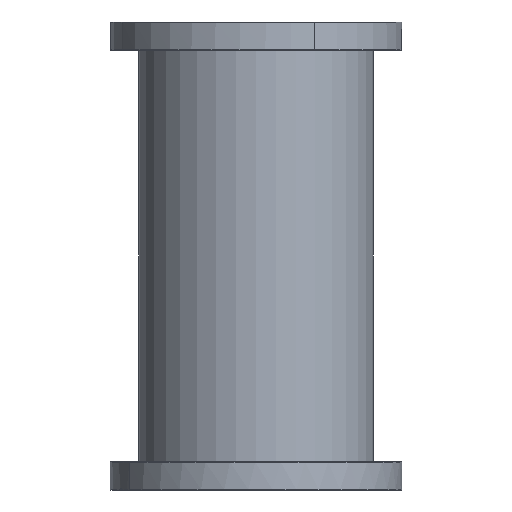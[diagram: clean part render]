
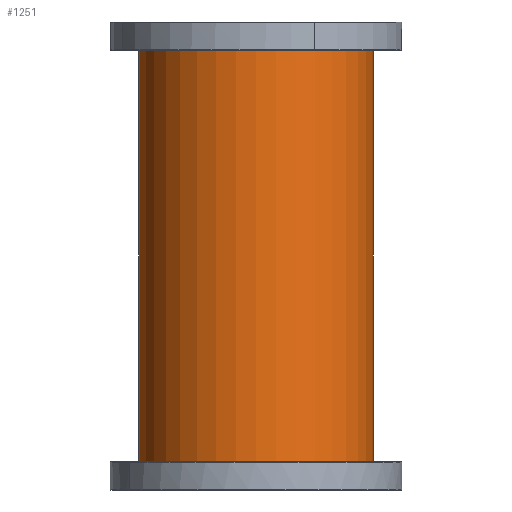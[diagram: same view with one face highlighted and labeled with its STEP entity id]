
A CAD part, front view. The second image highlights one B-rep face of the part: STEP entity #1251.
In plain terms, the highlighted cylindrical face has radius 102 mm (diameter 204 mm), a partial arc.
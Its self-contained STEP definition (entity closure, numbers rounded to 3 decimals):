
#230 = ORIENTED_EDGE ( 'NONE', *, *, #336, .T. ) ;
#290 = CARTESIAN_POINT ( 'NONE',  ( 102., 0., 381. ) ) ;
#336 = EDGE_CURVE ( 'NONE', #3819, #1595, #3309, .T. ) ;
#431 = CARTESIAN_POINT ( 'NONE',  ( -102., 0., 381. ) ) ;
#541 = DIRECTION ( 'NONE',  ( 0., 0., 1. ) ) ;
#573 = VECTOR ( 'NONE', #6069, 1000. ) ;
#639 = CARTESIAN_POINT ( 'NONE',  ( 102., 0., 381. ) ) ;
#672 = DIRECTION ( 'NONE',  ( -1., 0., 0. ) ) ;
#697 = CARTESIAN_POINT ( 'NONE',  ( 0., 0., 0. ) ) ;
#1251 = ADVANCED_FACE ( 'NONE', ( #2786 ), #6061, .T. ) ;
#1515 = AXIS2_PLACEMENT_3D ( 'NONE', #7596, #5568, #672 ) ;
#1595 = VERTEX_POINT ( 'NONE', #3531 ) ;
#1995 = CIRCLE ( 'NONE', #8061, 102. ) ;
#2498 = EDGE_CURVE ( 'NONE', #4957, #4180, #1995, .T. ) ;
#2786 = FACE_OUTER_BOUND ( 'NONE', #4630, .T. ) ;
#2864 = DIRECTION ( 'NONE',  ( 1., 0., 0. ) ) ;
#2918 = LINE ( 'NONE', #431, #573 ) ;
#2927 = CARTESIAN_POINT ( 'NONE',  ( -102., 0., 381. ) ) ;
#3047 = ORIENTED_EDGE ( 'NONE', *, *, #2498, .F. ) ;
#3266 = VECTOR ( 'NONE', #4509, 1000. ) ;
#3309 = CIRCLE ( 'NONE', #5947, 102. ) ;
#3486 = LINE ( 'NONE', #290, #3266 ) ;
#3531 = CARTESIAN_POINT ( 'NONE',  ( 102., 0., 0. ) ) ;
#3819 = VERTEX_POINT ( 'NONE', #4655 ) ;
#4180 = VERTEX_POINT ( 'NONE', #639 ) ;
#4509 = DIRECTION ( 'NONE',  ( 0., 0., -1. ) ) ;
#4598 = DIRECTION ( 'NONE',  ( 1., 0., 0. ) ) ;
#4630 = EDGE_LOOP ( 'NONE', ( #7961, #3047, #7969, #230 ) ) ;
#4655 = CARTESIAN_POINT ( 'NONE',  ( -102., 0., 0. ) ) ;
#4957 = VERTEX_POINT ( 'NONE', #2927 ) ;
#5081 = EDGE_CURVE ( 'NONE', #4180, #1595, #3486, .T. ) ;
#5568 = DIRECTION ( 'NONE',  ( 0., 0., -1. ) ) ;
#5609 = DIRECTION ( 'NONE',  ( 0., 0., 1. ) ) ;
#5947 = AXIS2_PLACEMENT_3D ( 'NONE', #697, #5609, #2864 ) ;
#6061 = CYLINDRICAL_SURFACE ( 'NONE', #1515, 102. ) ;
#6069 = DIRECTION ( 'NONE',  ( 0., 0., -1. ) ) ;
#6739 = CARTESIAN_POINT ( 'NONE',  ( 0., 0., 381. ) ) ;
#7596 = CARTESIAN_POINT ( 'NONE',  ( 0., 0., 381. ) ) ;
#7608 = EDGE_CURVE ( 'NONE', #4957, #3819, #2918, .T. ) ;
#7961 = ORIENTED_EDGE ( 'NONE', *, *, #5081, .F. ) ;
#7969 = ORIENTED_EDGE ( 'NONE', *, *, #7608, .T. ) ;
#8061 = AXIS2_PLACEMENT_3D ( 'NONE', #6739, #541, #4598 ) ;
